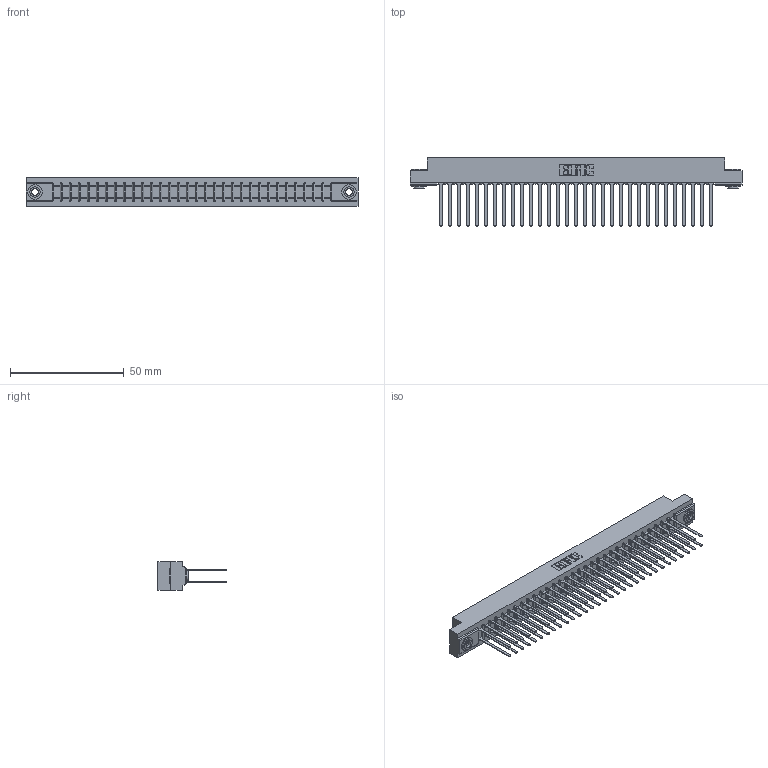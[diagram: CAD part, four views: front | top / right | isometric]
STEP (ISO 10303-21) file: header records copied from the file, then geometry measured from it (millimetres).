
FILE_DESCRIPTION (( 'STEP AP203' ), '1' );
FILE_NAME ('307-062-440-203.STEP', '2020-09-30T16:17:19', ( '' ), ( '' ), 'SwSTEP 2.0', 'SolidWorks 2020', '' );
FILE_SCHEMA (( 'CONFIG_CONTROL_DESIGN' ));
Length unit declared in the file: inch
Products named in the file (4): 307-062-440-203; 307 Part_.156 Dia Mounting Holes; 345-250-002_345-250-002-102; 307-290-001_540
Assembly tree (65 placements, depth 2):
  307-062-440-203
    307 Part_.156 Dia Mounting Holes
    307-290-001_540  x62
    345-250-002_345-250-002-102  x2
Bounding box: 145.85 x 30 x 12.7 mm (x, y, z)
Volume: 15778.6 mm3; surface area: 21402.5 mm2
Topology: 65 solids, 65 shells, 3054 faces, 8495 edges, 5490 vertices
Faces by surface type: plane 2016, cylinder 966, sphere 64, cone 8
Entity records: 29957 total; most frequent: CARTESIAN_POINT 4884, ORIENTED_EDGE 4830, DIRECTION 4803, EDGE_CURVE 2415, LINE 1841, VECTOR 1841, VERTEX_POINT 1562, AXIS2_PLACEMENT_3D 1481
